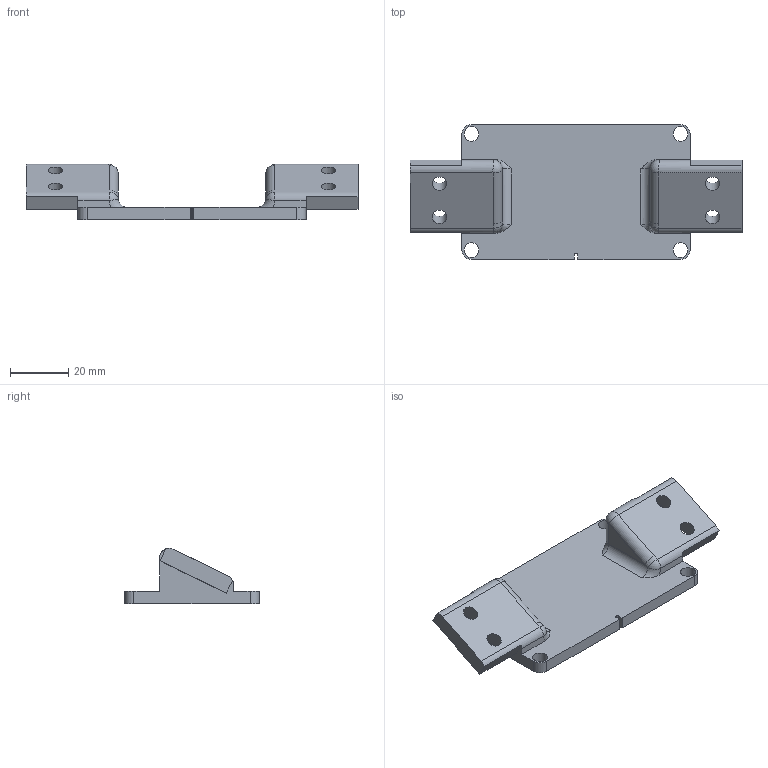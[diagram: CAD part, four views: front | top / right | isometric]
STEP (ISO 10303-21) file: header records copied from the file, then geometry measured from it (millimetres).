
FILE_DESCRIPTION(/* description */ (''),/* implementation_level */ '2;1');
FILE_NAME(/* name */ 'Part9.stp',/* time_stamp */ '2025-02-17T17:36:50-06:00',/* author */ ('henry'),/* organization */ (''),/* preprocessor_version */ 'ST-DEVELOPER v20',/* originating_system */ 'Autodesk Inventor 2025',/* authorisation */ '');
FILE_SCHEMA (('AUTOMOTIVE_DESIGN { 1 0 10303 214 3 1 1 }'));
Length unit declared in the file: inch
Products named in the file (1): Part9
Bounding box: 114.3 x 46.52 x 19.08 mm (x, y, z)
Volume: 26793.2 mm3; surface area: 12222.6 mm2
Topology: 1 solids, 1 shells, 60 faces, 158 edges, 100 vertices
Faces by surface type: plane 26, cylinder 24, sphere 4, torus 4, bspline 2
Full cylindrical faces by diameter (mm): 5.105 x8
Entity records: 1995 total; most frequent: CARTESIAN_POINT 405, DIRECTION 328, ORIENTED_EDGE 316, EDGE_CURVE 158, AXIS2_PLACEMENT_3D 119, VERTEX_POINT 100, LINE 90, VECTOR 90
